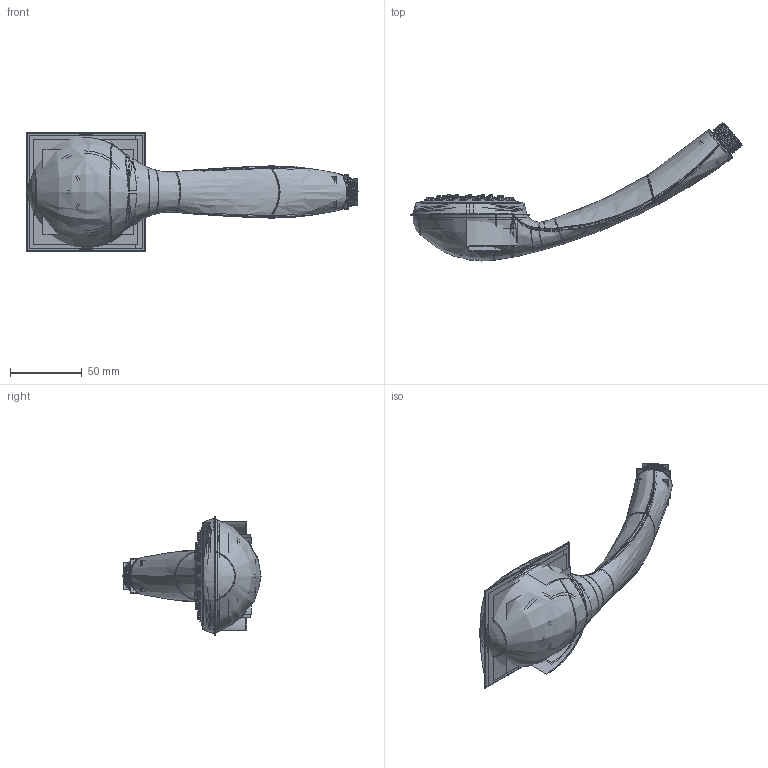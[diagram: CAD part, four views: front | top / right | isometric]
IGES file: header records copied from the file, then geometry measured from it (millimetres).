
Start section:  PTC IGES file: DC5063.igs
Global section: file name: DC5063.igs; native system: Creo Parametric by PTC Inc.; preprocessor: 2018100; author: luo; organization: Unknown; date: 20200311.100415; units: millimetre
Bounding box: 231.06 x 96.08 x 83.2 mm (x, y, z)
Surface area: 224355.3 mm2 (no closed solid volume)
Topology: 0 solids, 0 shells, 2802 faces, 39315 edges, 51664 vertices
Faces by surface type: revolution 1658, bspline 1108, extrusion 36
